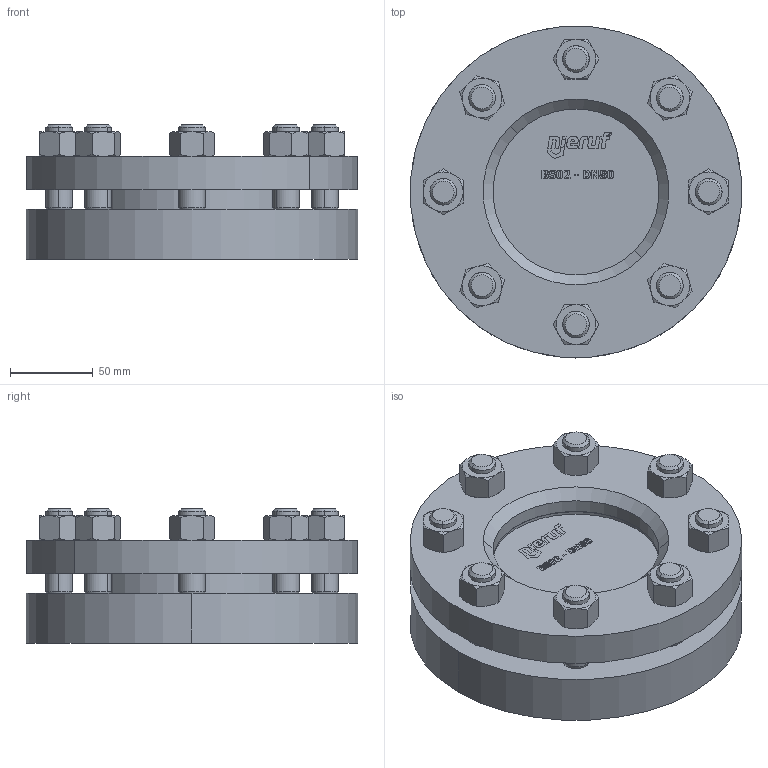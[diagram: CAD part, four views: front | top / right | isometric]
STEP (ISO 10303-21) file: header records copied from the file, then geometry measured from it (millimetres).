
FILE_DESCRIPTION (( 'STEP AP214' ), '1' );
FILE_NAME ('BS02_10_Behälter-Schauglas.STEP', '2020-06-30T14:08:43', ( '' ), ( '' ), 'SwSTEP 2.0', 'SolidWorks 2020', '' );
FILE_SCHEMA (( 'AUTOMOTIVE_DESIGN' ));
Length unit declared in the file: millimetre
Products named in the file (7): BS02-02-10_Deckelflansch; DIN_938_M16x50_Stiftschraube; BS02-03-10_Glasplatte; BS02-03-10_Flachdichtung; hex nut style 1 gradeab_din_Hexagon Nut ISO 4032 - M16 - D - N; BS02-01-10_Grundflansch; BS02_10_Behälter-Schauglas
Assembly tree (21 placements, depth 2):
  BS02_10_Behälter-Schauglas
    BS02-01-10_Grundflansch
    BS02-02-10_Deckelflansch
    BS02-03-10_Flachdichtung  x2
    BS02-03-10_Glasplatte
    DIN_938_M16x50_Stiftschraube  x8
    hex nut style 1 gradeab_din_Hexagon Nut ISO 4032 - M16 - D - N  x8
Bounding box: 200 x 200 x 81 mm (x, y, z)
Volume: 1412281.2 mm3; surface area: 255247 mm2
Topology: 21 solids, 21 shells, 742 faces, 1703 edges, 1038 vertices
Faces by surface type: cone 244, plane 232, cylinder 172, bspline 94
Entity records: 16521 total; most frequent: CARTESIAN_POINT 6759, ORIENTED_EDGE 2010, DIRECTION 1691, EDGE_CURVE 1005, VERTEX_POINT 652, AXIS2_PLACEMENT_3D 568, VECTOR 555, LINE 555
